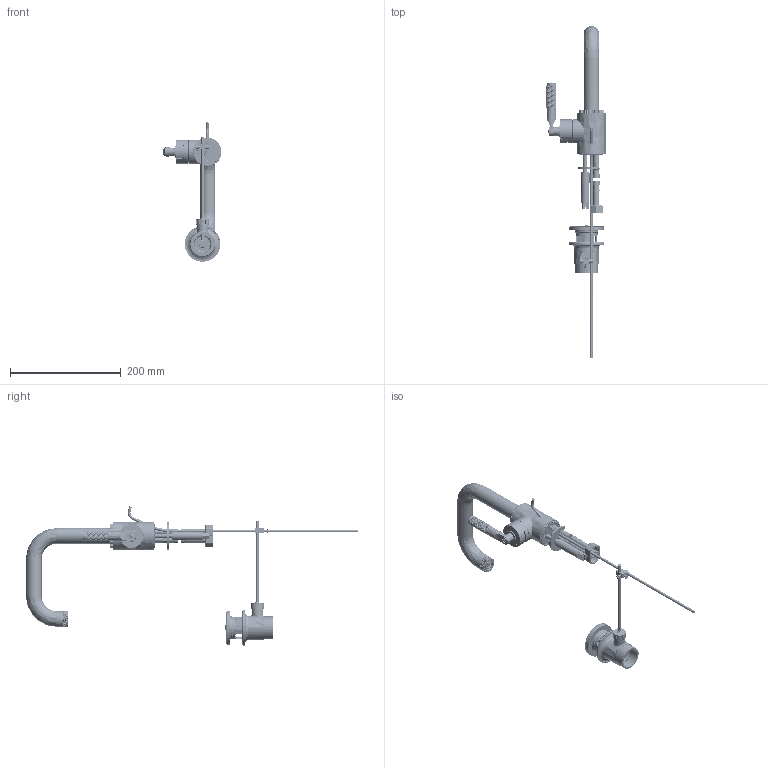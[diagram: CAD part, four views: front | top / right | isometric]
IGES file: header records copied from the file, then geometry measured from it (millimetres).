
Global section: file name: V7K09-RH-K; native system: Autodesk Inventor 2018; preprocessor: unknown; author: aduggalther; date: 20180208.092421; units: millimetre
Bounding box: 106.45 x 598.78 x 251.4 mm (x, y, z)
Volume: 396128.8 mm3; surface area: 247506.3 mm2
Topology: 57 solids, 57 shells, 14488 faces, 31581 edges, 17326 vertices
Faces by surface type: bspline 14488
